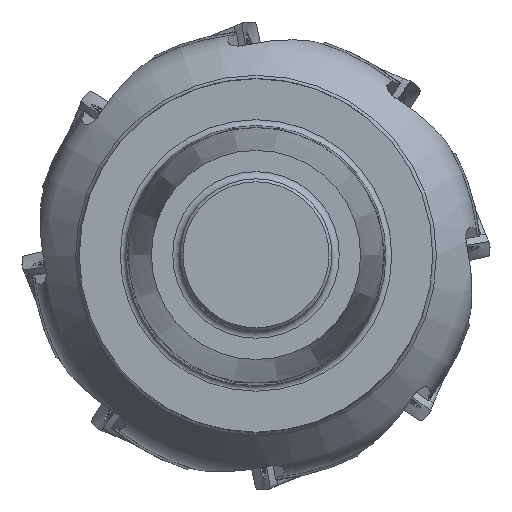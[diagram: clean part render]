
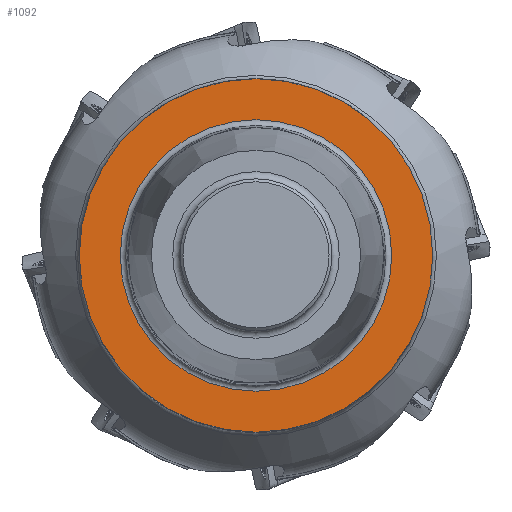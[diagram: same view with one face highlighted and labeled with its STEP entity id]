
A CAD part, top view. The second image highlights one B-rep face of the part: STEP entity #1092.
In plain terms, the highlighted planar face has unit normal (0, 0, 1).
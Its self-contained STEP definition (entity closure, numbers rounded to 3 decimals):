
#1092=ADVANCED_FACE('',(#2177,#2178),#1612,.F.);
#1612=PLANE('',#10762);
#1940=CIRCLE('',#10758,12.1);
#1941=CIRCLE('',#10761,9.292);
#2177=FACE_BOUND('',#2438,.T.);
#2178=FACE_BOUND('',#2439,.T.);
#2438=EDGE_LOOP('',(#5124));
#2439=EDGE_LOOP('',(#5125));
#5124=ORIENTED_EDGE('',*,*,#8967,.T.);
#5125=ORIENTED_EDGE('',*,*,#8966,.F.);
#7875=VERTEX_POINT('',#16326);
#7876=VERTEX_POINT('',#16330);
#8966=EDGE_CURVE('',#7875,#7875,#1940,.T.);
#8967=EDGE_CURVE('',#7876,#7876,#1941,.T.);
#10758=AXIS2_PLACEMENT_3D('',#16325,#12235,#12236);
#10761=AXIS2_PLACEMENT_3D('',#16329,#12241,#12242);
#10762=AXIS2_PLACEMENT_3D('',#16331,#12243,#12244);
#12235=DIRECTION('',(0.,0.,-1.));
#12236=DIRECTION('',(-1.,0.,0.));
#12241=DIRECTION('',(0.,0.,-1.));
#12242=DIRECTION('',(-1.,0.,0.));
#12243=DIRECTION('',(0.,0.,-1.));
#12244=DIRECTION('',(-1.,0.,0.));
#16325=CARTESIAN_POINT('',(0.,0.,0.));
#16326=CARTESIAN_POINT('',(-12.1,0.,0.));
#16329=CARTESIAN_POINT('',(0.,0.,0.));
#16330=CARTESIAN_POINT('',(-9.292,0.,0.));
#16331=CARTESIAN_POINT('',(-8.907,0.,0.));
